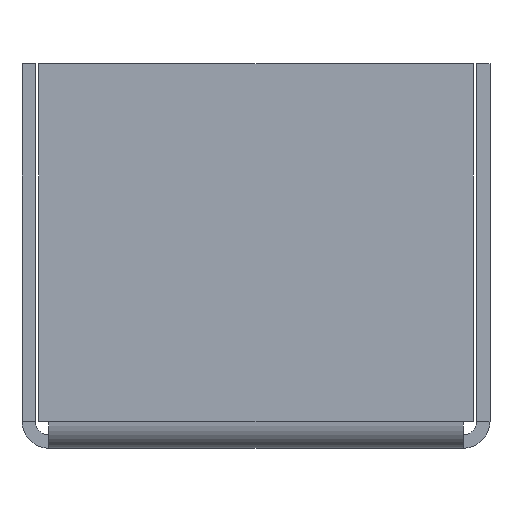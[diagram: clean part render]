
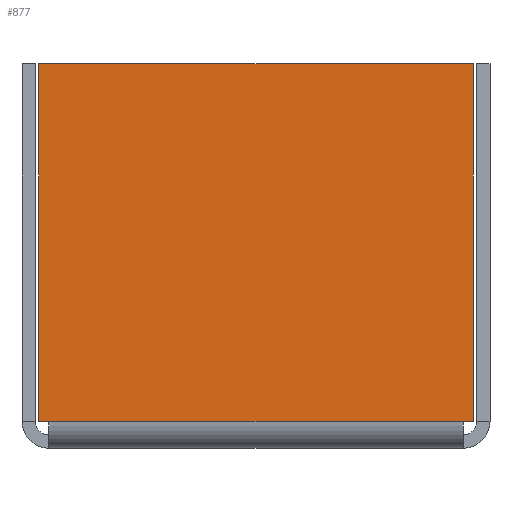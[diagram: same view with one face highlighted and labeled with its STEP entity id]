
A CAD part, front view. The second image highlights one B-rep face of the part: STEP entity #877.
In plain terms, the highlighted planar face has unit normal (0, -1, 0).
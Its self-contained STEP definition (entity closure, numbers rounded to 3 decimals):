
#49=PLANE('',#962);
#99=FACE_OUTER_BOUND('',#155,.T.);
#155=EDGE_LOOP('',(#753,#754,#755,#756,#757,#758));
#232=LINE('',#1386,#328);
#243=LINE('',#1407,#339);
#248=LINE('',#1424,#344);
#250=LINE('',#1429,#346);
#253=LINE('',#1433,#349);
#258=LINE('',#1451,#354);
#328=VECTOR('',#1103,10.);
#339=VECTOR('',#1120,10.);
#344=VECTOR('',#1135,10.);
#346=VECTOR('',#1139,10.);
#349=VECTOR('',#1144,10.);
#354=VECTOR('',#1175,10.);
#445=VERTEX_POINT('',#1384);
#446=VERTEX_POINT('',#1385);
#453=VERTEX_POINT('',#1405);
#460=VERTEX_POINT('',#1423);
#461=VERTEX_POINT('',#1427);
#462=VERTEX_POINT('',#1428);
#530=EDGE_CURVE('',#445,#446,#232,.T.);
#541=EDGE_CURVE('',#453,#445,#243,.T.);
#548=EDGE_CURVE('',#453,#460,#248,.T.);
#550=EDGE_CURVE('',#461,#462,#250,.T.);
#553=EDGE_CURVE('',#460,#462,#253,.T.);
#564=EDGE_CURVE('',#461,#446,#258,.T.);
#753=ORIENTED_EDGE('',*,*,#564,.T.);
#754=ORIENTED_EDGE('',*,*,#530,.F.);
#755=ORIENTED_EDGE('',*,*,#541,.F.);
#756=ORIENTED_EDGE('',*,*,#548,.T.);
#757=ORIENTED_EDGE('',*,*,#553,.T.);
#758=ORIENTED_EDGE('',*,*,#550,.F.);
#877=ADVANCED_FACE('',(#99),#49,.F.);
#962=AXIS2_PLACEMENT_3D('',#1459,#1189,#1190);
#1103=DIRECTION('',(-1.,0.,0.));
#1120=DIRECTION('',(0.,0.,-1.));
#1135=DIRECTION('',(-1.,0.,0.));
#1139=DIRECTION('',(-1.,0.,0.));
#1144=DIRECTION('',(0.,0.,-1.));
#1175=DIRECTION('',(1.,0.,0.));
#1189=DIRECTION('center_axis',(0.,1.,0.));
#1190=DIRECTION('ref_axis',(1.,0.,0.));
#1384=CARTESIAN_POINT('',(13.,-22.5,1.6));
#1385=CARTESIAN_POINT('',(12.4,-22.5,1.6));
#1386=CARTESIAN_POINT('',(-121.751,-22.5,1.6));
#1405=CARTESIAN_POINT('',(13.,-22.5,23.));
#1407=CARTESIAN_POINT('',(13.,-22.5,1.6));
#1423=CARTESIAN_POINT('',(-13.,-22.5,23.));
#1424=CARTESIAN_POINT('',(122.951,-22.5,23.));
#1427=CARTESIAN_POINT('',(-12.4,-22.5,1.6));
#1428=CARTESIAN_POINT('',(-13.,-22.5,1.6));
#1429=CARTESIAN_POINT('',(-121.751,-22.5,1.6));
#1433=CARTESIAN_POINT('',(-13.,-22.5,1.6));
#1451=CARTESIAN_POINT('',(0.,-22.5,1.6));
#1459=CARTESIAN_POINT('Origin',(0.,-22.5,11.395));
